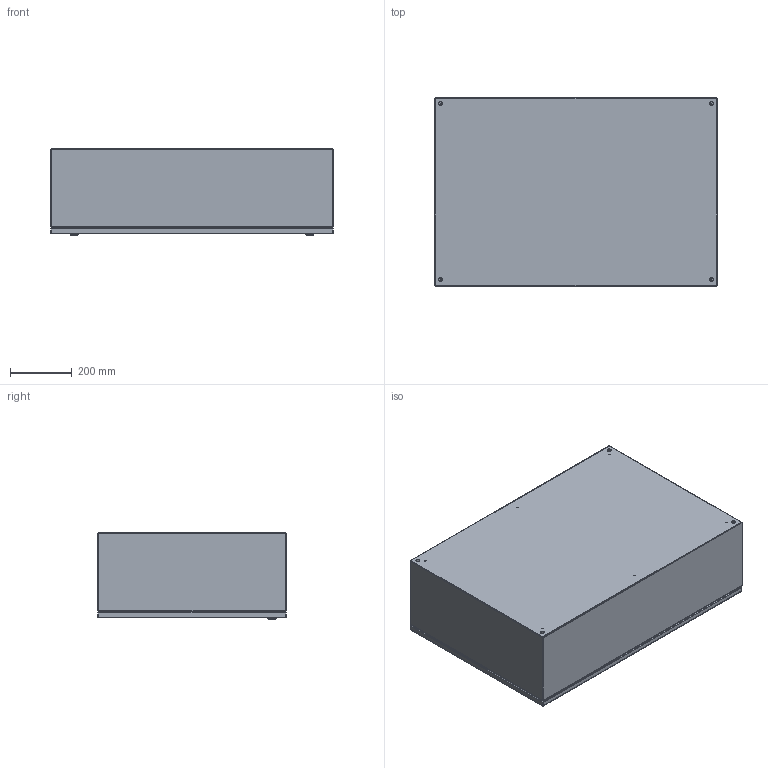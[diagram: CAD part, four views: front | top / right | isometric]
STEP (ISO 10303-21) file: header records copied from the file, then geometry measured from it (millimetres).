
FILE_DESCRIPTION (( 'STEP AP214' ), '1' );
FILE_NAME ('EN4SD362410S16.STEP', '2019-11-11T12:20:12', ( '' ), ( '' ), 'SwSTEP 2.0', 'SolidWorks 2019', '' );
FILE_SCHEMA (( 'AUTOMOTIVE_DESIGN' ));
Length unit declared in the file: inch
Products named in the file (1): EN4SD362410S16
Bounding box: 914.4 x 609.6 x 279.45 mm (x, y, z)
Volume: 4000569.6 mm3; surface area: 4425381.1 mm2
Topology: 35 solids, 36 shells, 958 faces, 2254 edges, 1404 vertices
Faces by surface type: plane 458, cylinder 312, bspline 122, torus 36, cone 30
Entity records: 44266 total; most frequent: CARTESIAN_POINT 9773, ORIENTED_EDGE 4476, DIRECTION 4452, EDGE_CURVE 2238, AXIS2_PLACEMENT_3D 1595, VERTEX_POINT 1404, LINE 1262, VECTOR 1262
